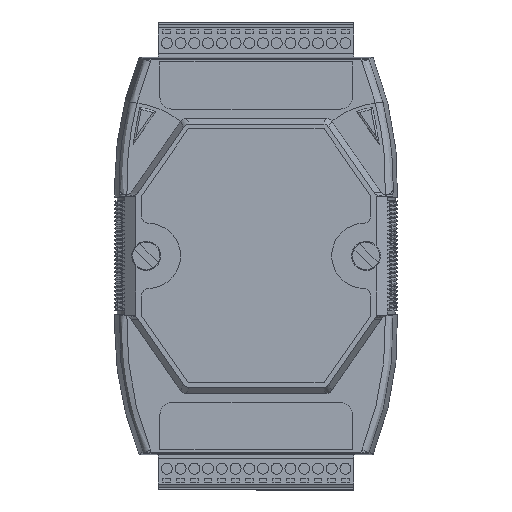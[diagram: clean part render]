
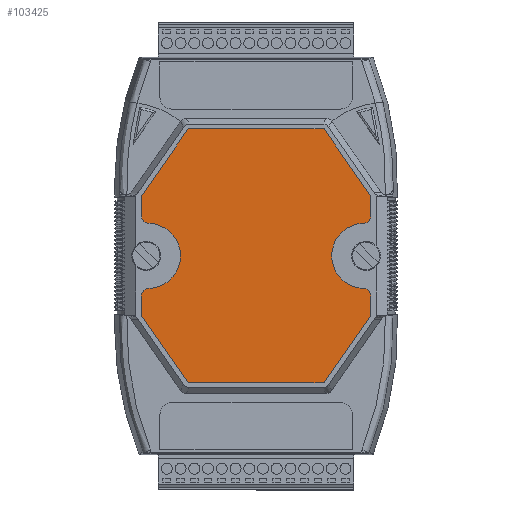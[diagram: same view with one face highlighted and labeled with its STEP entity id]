
A CAD part, top view. The second image highlights one B-rep face of the part: STEP entity #103425.
In plain terms, the highlighted face is planar.
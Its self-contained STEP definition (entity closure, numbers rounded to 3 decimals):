
#628 = CARTESIAN_POINT ( 'NONE',  ( 17.305, 0.3, 32.35 ) ) ;
#2731 = VERTEX_POINT ( 'NONE', #26455 ) ;
#2762 = ORIENTED_EDGE ( 'NONE', *, *, #38484, .T. ) ;
#4290 = LINE ( 'NONE', #74306, #32677 ) ;
#4342 = VECTOR ( 'NONE', #78403, 1000. ) ;
#4620 = EDGE_CURVE ( 'NONE', #66779, #78663, #28441, .T. ) ;
#4872 = EDGE_CURVE ( 'NONE', #57233, #55382, #99493, .T. ) ;
#9758 = VERTEX_POINT ( 'NONE', #100066 ) ;
#12702 = VERTEX_POINT ( 'NONE', #30421 ) ;
#13290 = DIRECTION ( 'NONE',  ( 0., 0., 1. ) ) ;
#13409 = CARTESIAN_POINT ( 'NONE',  ( 29.25, 0.3, -15.163 ) ) ;
#16228 = AXIS2_PLACEMENT_3D ( 'NONE', #68247, #85446, #22904 ) ;
#16965 = VERTEX_POINT ( 'NONE', #102560 ) ;
#17267 = ORIENTED_EDGE ( 'NONE', *, *, #73698, .T. ) ;
#17493 = CARTESIAN_POINT ( 'NONE',  ( 29.25, 0.3, 15.163 ) ) ;
#18701 = ORIENTED_EDGE ( 'NONE', *, *, #4872, .T. ) ;
#19422 = EDGE_CURVE ( 'NONE', #94869, #45609, #88887, .T. ) ;
#19672 = VECTOR ( 'NONE', #101835, 1000. ) ;
#20221 = LINE ( 'NONE', #55238, #4342 ) ;
#22258 = EDGE_CURVE ( 'NONE', #101858, #57233, #20221, .T. ) ;
#22904 = DIRECTION ( 'NONE',  ( 0., 0., 1. ) ) ;
#23706 = LINE ( 'NONE', #67920, #19672 ) ;
#24047 = DIRECTION ( 'NONE',  ( 1., 0., 0. ) ) ;
#24330 = EDGE_CURVE ( 'NONE', #45527, #91884, #39377, .T. ) ;
#24750 = CIRCLE ( 'NONE', #46778, 2. ) ;
#25034 = DIRECTION ( 'NONE',  ( -0.571, 0., 0.821 ) ) ;
#25866 = CARTESIAN_POINT ( 'NONE',  ( -27.308, 0.3, 8.296 ) ) ;
#26061 = DIRECTION ( 'NONE',  ( 0., 0., 1. ) ) ;
#26245 = AXIS2_PLACEMENT_3D ( 'NONE', #84566, #40358, #48419 ) ;
#26455 = CARTESIAN_POINT ( 'NONE',  ( 29.25, 0.3, -10.296 ) ) ;
#28441 = LINE ( 'NONE', #54858, #32882 ) ;
#28585 = VECTOR ( 'NONE', #108502, 1000. ) ;
#29774 = DIRECTION ( 'NONE',  ( 0., 0., 1. ) ) ;
#30421 = CARTESIAN_POINT ( 'NONE',  ( -27.308, 0.3, -8.296 ) ) ;
#31532 = CARTESIAN_POINT ( 'NONE',  ( -17.305, 0.3, 32.35 ) ) ;
#32677 = VECTOR ( 'NONE', #109351, 1000. ) ;
#32747 = PLANE ( 'NONE',  #35422 ) ;
#32882 = VECTOR ( 'NONE', #89892, 1000. ) ;
#33512 = EDGE_CURVE ( 'NONE', #55382, #9758, #33531, .T. ) ;
#33531 = CIRCLE ( 'NONE', #26245, 8.3 ) ;
#35174 = DIRECTION ( 'NONE',  ( 0., 0., 1. ) ) ;
#35422 = AXIS2_PLACEMENT_3D ( 'NONE', #58029, #93066, #13290 ) ;
#35936 = CARTESIAN_POINT ( 'NONE',  ( -17.305, 0.3, -32.35 ) ) ;
#37213 = CARTESIAN_POINT ( 'NONE',  ( -29.25, 0.3, 15.163 ) ) ;
#37314 = CARTESIAN_POINT ( 'NONE',  ( -17.305, 0.3, 32.35 ) ) ;
#38484 = EDGE_CURVE ( 'NONE', #91884, #94869, #84280, .T. ) ;
#38811 = EDGE_CURVE ( 'NONE', #9758, #2731, #24750, .T. ) ;
#39377 = CIRCLE ( 'NONE', #88890, 2. ) ;
#40358 = DIRECTION ( 'NONE',  ( 0., -1., 0. ) ) ;
#40698 = ORIENTED_EDGE ( 'NONE', *, *, #24330, .T. ) ;
#45527 = VERTEX_POINT ( 'NONE', #25866 ) ;
#45609 = VERTEX_POINT ( 'NONE', #37314 ) ;
#46778 = AXIS2_PLACEMENT_3D ( 'NONE', #112712, #69062, #35174 ) ;
#48055 = CARTESIAN_POINT ( 'NONE',  ( -27.25, 0.3, 10.296 ) ) ;
#48419 = DIRECTION ( 'NONE',  ( 0., 0., 1. ) ) ;
#49827 = CARTESIAN_POINT ( 'NONE',  ( -29.25, 0.3, 10.296 ) ) ;
#50689 = CARTESIAN_POINT ( 'NONE',  ( -29.25, 0.3, 15.163 ) ) ;
#50734 = ORIENTED_EDGE ( 'NONE', *, *, #22258, .T. ) ;
#51349 = DIRECTION ( 'NONE',  ( 0., 0., 1. ) ) ;
#53035 = DIRECTION ( 'NONE',  ( 0., 1., 0. ) ) ;
#53091 = VERTEX_POINT ( 'NONE', #92151 ) ;
#53176 = EDGE_CURVE ( 'NONE', #12702, #45527, #109012, .T. ) ;
#54858 = CARTESIAN_POINT ( 'NONE',  ( 29.25, 0.3, -15.163 ) ) ;
#55238 = CARTESIAN_POINT ( 'NONE',  ( 29.25, 0.3, 15.163 ) ) ;
#55382 = VERTEX_POINT ( 'NONE', #75070 ) ;
#57233 = VERTEX_POINT ( 'NONE', #66469 ) ;
#58029 = CARTESIAN_POINT ( 'NONE',  ( 27.25, 0.3, 10.296 ) ) ;
#58888 = VECTOR ( 'NONE', #106716, 1000. ) ;
#60685 = LINE ( 'NONE', #113509, #65668 ) ;
#61490 = CARTESIAN_POINT ( 'NONE',  ( -29.25, 0.3, 10.296 ) ) ;
#62094 = CIRCLE ( 'NONE', #16228, 2. ) ;
#62773 = AXIS2_PLACEMENT_3D ( 'NONE', #77748, #53035, #51349 ) ;
#64156 = DIRECTION ( 'NONE',  ( 0., 0., 1. ) ) ;
#65668 = VECTOR ( 'NONE', #69296, 1000. ) ;
#66469 = CARTESIAN_POINT ( 'NONE',  ( 29.25, 0.3, 10.296 ) ) ;
#66779 = VERTEX_POINT ( 'NONE', #13409 ) ;
#67920 = CARTESIAN_POINT ( 'NONE',  ( 29.25, 0.3, -10.296 ) ) ;
#68247 = CARTESIAN_POINT ( 'NONE',  ( -27.25, 0.3, -10.296 ) ) ;
#69053 = ORIENTED_EDGE ( 'NONE', *, *, #91097, .T. ) ;
#69062 = DIRECTION ( 'NONE',  ( 0., 1., 0. ) ) ;
#69296 = DIRECTION ( 'NONE',  ( 0., 0., 1. ) ) ;
#72267 = ORIENTED_EDGE ( 'NONE', *, *, #38811, .T. ) ;
#73510 = CARTESIAN_POINT ( 'NONE',  ( 17.305, 0.3, -32.35 ) ) ;
#73698 = EDGE_CURVE ( 'NONE', #16965, #53091, #60685, .T. ) ;
#73905 = DIRECTION ( 'NONE',  ( 0., 1., 0. ) ) ;
#74020 = CARTESIAN_POINT ( 'NONE',  ( 17.305, 0.3, 32.35 ) ) ;
#74306 = CARTESIAN_POINT ( 'NONE',  ( 17.305, 0.3, -32.35 ) ) ;
#74591 = LINE ( 'NONE', #74020, #28585 ) ;
#75070 = CARTESIAN_POINT ( 'NONE',  ( 27.308, 0.3, 8.296 ) ) ;
#75729 = LINE ( 'NONE', #31532, #104611 ) ;
#76719 = EDGE_CURVE ( 'NONE', #88767, #16965, #103741, .T. ) ;
#77748 = CARTESIAN_POINT ( 'NONE',  ( 27.25, 0.3, 10.296 ) ) ;
#78403 = DIRECTION ( 'NONE',  ( 0., 0., -1. ) ) ;
#78663 = VERTEX_POINT ( 'NONE', #73510 ) ;
#79427 = DIRECTION ( 'NONE',  ( 0., -1., 0. ) ) ;
#81546 = VECTOR ( 'NONE', #29774, 1000. ) ;
#81633 = EDGE_LOOP ( 'NONE', ( #87615, #69053, #82801, #50734, #18701, #93664, #72267, #106907, #104936, #100561, #95676, #17267, #87581, #92513, #40698, #2762 ) ) ;
#82801 = ORIENTED_EDGE ( 'NONE', *, *, #82852, .T. ) ;
#82852 = EDGE_CURVE ( 'NONE', #88200, #101858, #74591, .T. ) ;
#84280 = LINE ( 'NONE', #49827, #81546 ) ;
#84566 = CARTESIAN_POINT ( 'NONE',  ( 27.55, 0.3, 0. ) ) ;
#85446 = DIRECTION ( 'NONE',  ( 0., 1., 0. ) ) ;
#86394 = EDGE_CURVE ( 'NONE', #2731, #66779, #23706, .T. ) ;
#87581 = ORIENTED_EDGE ( 'NONE', *, *, #88475, .T. ) ;
#87587 = EDGE_CURVE ( 'NONE', #78663, #88767, #4290, .T. ) ;
#87615 = ORIENTED_EDGE ( 'NONE', *, *, #19422, .T. ) ;
#88200 = VERTEX_POINT ( 'NONE', #628 ) ;
#88475 = EDGE_CURVE ( 'NONE', #53091, #12702, #62094, .T. ) ;
#88767 = VERTEX_POINT ( 'NONE', #100885 ) ;
#88887 = LINE ( 'NONE', #37213, #58888 ) ;
#88890 = AXIS2_PLACEMENT_3D ( 'NONE', #48055, #73905, #64156 ) ;
#89892 = DIRECTION ( 'NONE',  ( -0.571, 0., -0.821 ) ) ;
#91097 = EDGE_CURVE ( 'NONE', #45609, #88200, #75729, .T. ) ;
#91884 = VERTEX_POINT ( 'NONE', #61490 ) ;
#91947 = FACE_OUTER_BOUND ( 'NONE', #81633, .T. ) ;
#92151 = CARTESIAN_POINT ( 'NONE',  ( -29.25, 0.3, -10.296 ) ) ;
#92513 = ORIENTED_EDGE ( 'NONE', *, *, #53176, .T. ) ;
#93066 = DIRECTION ( 'NONE',  ( 0., 1., 0. ) ) ;
#93664 = ORIENTED_EDGE ( 'NONE', *, *, #33512, .T. ) ;
#94869 = VERTEX_POINT ( 'NONE', #50689 ) ;
#95676 = ORIENTED_EDGE ( 'NONE', *, *, #76719, .T. ) ;
#96122 = AXIS2_PLACEMENT_3D ( 'NONE', #104186, #79427, #26061 ) ;
#99493 = CIRCLE ( 'NONE', #62773, 2. ) ;
#99611 = VECTOR ( 'NONE', #25034, 1000. ) ;
#100066 = CARTESIAN_POINT ( 'NONE',  ( 27.308, 0.3, -8.296 ) ) ;
#100561 = ORIENTED_EDGE ( 'NONE', *, *, #87587, .T. ) ;
#100885 = CARTESIAN_POINT ( 'NONE',  ( -17.305, 0.3, -32.35 ) ) ;
#101835 = DIRECTION ( 'NONE',  ( 0., 0., -1. ) ) ;
#101858 = VERTEX_POINT ( 'NONE', #17493 ) ;
#102560 = CARTESIAN_POINT ( 'NONE',  ( -29.25, 0.3, -15.163 ) ) ;
#103425 = ADVANCED_FACE ( 'NONE', ( #91947 ), #32747, .T. ) ;
#103741 = LINE ( 'NONE', #35936, #99611 ) ;
#104186 = CARTESIAN_POINT ( 'NONE',  ( -27.55, 0.3, 0. ) ) ;
#104611 = VECTOR ( 'NONE', #24047, 1000. ) ;
#104936 = ORIENTED_EDGE ( 'NONE', *, *, #4620, .T. ) ;
#106716 = DIRECTION ( 'NONE',  ( 0.571, 0., 0.821 ) ) ;
#106907 = ORIENTED_EDGE ( 'NONE', *, *, #86394, .T. ) ;
#108502 = DIRECTION ( 'NONE',  ( 0.571, 0., -0.821 ) ) ;
#109012 = CIRCLE ( 'NONE', #96122, 8.3 ) ;
#109351 = DIRECTION ( 'NONE',  ( -1., 0., 0. ) ) ;
#112712 = CARTESIAN_POINT ( 'NONE',  ( 27.25, 0.3, -10.296 ) ) ;
#113509 = CARTESIAN_POINT ( 'NONE',  ( -29.25, 0.3, -15.163 ) ) ;
